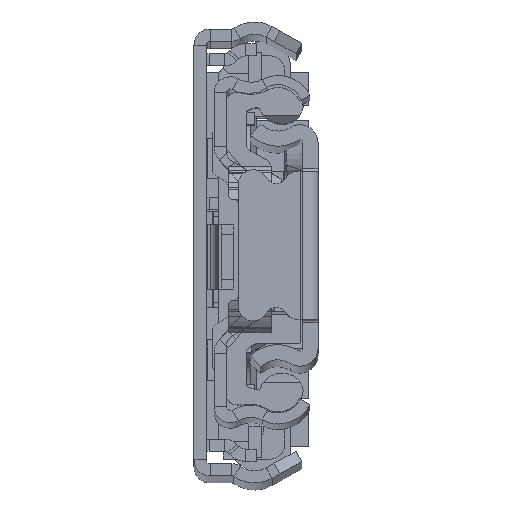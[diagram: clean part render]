
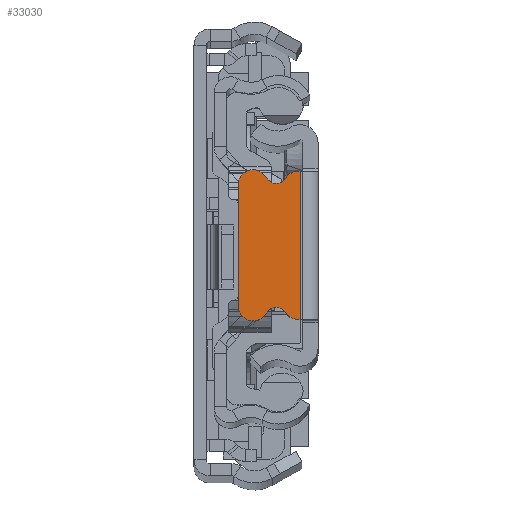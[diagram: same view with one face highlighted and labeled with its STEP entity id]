
A CAD part, top view. The second image highlights one B-rep face of the part: STEP entity #33030.
In plain terms, the highlighted planar face has unit normal (0, 0, 1).
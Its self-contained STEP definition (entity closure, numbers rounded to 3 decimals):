
#161 = DIRECTION ( 'NONE',  ( -1., 0., 0. ) ) ;
#707 = LINE ( 'NONE', #13052, #16317 ) ;
#976 = CARTESIAN_POINT ( 'NONE',  ( -7.929, -6., 0. ) ) ;
#1113 = CIRCLE ( 'NONE', #29125, 1.1 ) ;
#2028 = ORIENTED_EDGE ( 'NONE', *, *, #2807, .T. ) ;
#2610 = CARTESIAN_POINT ( 'NONE',  ( -1.75, 0., 0. ) ) ;
#2807 = EDGE_CURVE ( 'NONE', #25321, #19088, #26500, .T. ) ;
#3176 = EDGE_CURVE ( 'NONE', #18546, #21476, #23267, .T. ) ;
#3366 = EDGE_LOOP ( 'NONE', ( #21429, #25782, #32266, #27259, #3634, #4785, #16577, #2028, #30519, #5865 ) ) ;
#3531 = EDGE_CURVE ( 'NONE', #18546, #24412, #16863, .T. ) ;
#3634 = ORIENTED_EDGE ( 'NONE', *, *, #29974, .T. ) ;
#4413 = EDGE_CURVE ( 'NONE', #20116, #18782, #707, .T. ) ;
#4785 = ORIENTED_EDGE ( 'NONE', *, *, #4413, .T. ) ;
#5161 = EDGE_CURVE ( 'NONE', #21476, #27709, #7512, .T. ) ;
#5544 = CARTESIAN_POINT ( 'NONE',  ( 397.771, 0., 0. ) ) ;
#5728 = AXIS2_PLACEMENT_3D ( 'NONE', #6166, #32004, #31495 ) ;
#5865 = ORIENTED_EDGE ( 'NONE', *, *, #29473, .F. ) ;
#6166 = CARTESIAN_POINT ( 'NONE',  ( -6.429, -6., 0. ) ) ;
#6222 = FACE_OUTER_BOUND ( 'NONE', #3366, .T. ) ;
#6422 = CARTESIAN_POINT ( 'NONE',  ( -7.929, 6., 0. ) ) ;
#6664 = DIRECTION ( 'NONE',  ( 0., 0., -1. ) ) ;
#7105 = VECTOR ( 'NONE', #12792, 1000. ) ;
#7268 = DIRECTION ( 'NONE',  ( -1., 0., 0. ) ) ;
#7512 = LINE ( 'NONE', #2610, #14515 ) ;
#7821 = DIRECTION ( 'NONE',  ( 1., 0., 0. ) ) ;
#8598 = EDGE_CURVE ( 'NONE', #24412, #23676, #1113, .T. ) ;
#8601 = AXIS2_PLACEMENT_3D ( 'NONE', #5544, #23625, #27147 ) ;
#8716 = AXIS2_PLACEMENT_3D ( 'NONE', #13499, #13002, #161 ) ;
#8855 = CARTESIAN_POINT ( 'NONE',  ( -5.109, -6.713, 0. ) ) ;
#9539 = AXIS2_PLACEMENT_3D ( 'NONE', #25845, #23326, #7268 ) ;
#9918 = CARTESIAN_POINT ( 'NONE',  ( -1.929, -7.37, 0. ) ) ;
#10068 = CIRCLE ( 'NONE', #9539, 1.5 ) ;
#11042 = DIRECTION ( 'NONE',  ( 0., 0., 1. ) ) ;
#12792 = DIRECTION ( 'NONE',  ( 1., 0., 0. ) ) ;
#13002 = DIRECTION ( 'NONE',  ( 0., 0., -1. ) ) ;
#13052 = CARTESIAN_POINT ( 'NONE',  ( -7.929, -6., 0. ) ) ;
#13499 = CARTESIAN_POINT ( 'NONE',  ( -4.142, -7.236, 0. ) ) ;
#14244 = CARTESIAN_POINT ( 'NONE',  ( -1.929, 7.37, 0. ) ) ;
#14252 = DIRECTION ( 'NONE',  ( -1., 0., 0. ) ) ;
#14515 = VECTOR ( 'NONE', #14977, 1000. ) ;
#14788 = CARTESIAN_POINT ( 'NONE',  ( -1.929, -5.87, 0. ) ) ;
#14977 = DIRECTION ( 'NONE',  ( 0., -1., 0. ) ) ;
#15887 = VERTEX_POINT ( 'NONE', #9918 ) ;
#16317 = VECTOR ( 'NONE', #28886, 1000. ) ;
#16577 = ORIENTED_EDGE ( 'NONE', *, *, #17561, .T. ) ;
#16801 = DIRECTION ( 'NONE',  ( 1., 0., 0. ) ) ;
#16863 = CIRCLE ( 'NONE', #30845, 1.5 ) ;
#17561 = EDGE_CURVE ( 'NONE', #18782, #25321, #26780, .T. ) ;
#17845 = CARTESIAN_POINT ( 'NONE',  ( -1.929, 7.37, 0. ) ) ;
#18170 = EDGE_CURVE ( 'NONE', #19088, #15887, #24685, .T. ) ;
#18546 = VERTEX_POINT ( 'NONE', #14244 ) ;
#18630 = CARTESIAN_POINT ( 'NONE',  ( -1.929, 5.87, 0. ) ) ;
#18782 = VERTEX_POINT ( 'NONE', #976 ) ;
#19088 = VERTEX_POINT ( 'NONE', #31159 ) ;
#20116 = VERTEX_POINT ( 'NONE', #6422 ) ;
#20131 = CARTESIAN_POINT ( 'NONE',  ( -3.206, 6.658, 0. ) ) ;
#21429 = ORIENTED_EDGE ( 'NONE', *, *, #5161, .F. ) ;
#21476 = VERTEX_POINT ( 'NONE', #22295 ) ;
#21844 = LINE ( 'NONE', #32141, #26323 ) ;
#22295 = CARTESIAN_POINT ( 'NONE',  ( -1.75, 7.37, 0. ) ) ;
#23267 = LINE ( 'NONE', #17845, #7105 ) ;
#23326 = DIRECTION ( 'NONE',  ( 0., 0., 1. ) ) ;
#23456 = PLANE ( 'NONE',  #8601 ) ;
#23625 = DIRECTION ( 'NONE',  ( 0., 0., 1. ) ) ;
#23676 = VERTEX_POINT ( 'NONE', #26281 ) ;
#24412 = VERTEX_POINT ( 'NONE', #20131 ) ;
#24420 = CARTESIAN_POINT ( 'NONE',  ( -4.142, 7.236, 0. ) ) ;
#24685 = CIRCLE ( 'NONE', #31147, 1.5 ) ;
#25321 = VERTEX_POINT ( 'NONE', #8855 ) ;
#25782 = ORIENTED_EDGE ( 'NONE', *, *, #3176, .F. ) ;
#25845 = CARTESIAN_POINT ( 'NONE',  ( -6.429, 6., 0. ) ) ;
#26281 = CARTESIAN_POINT ( 'NONE',  ( -5.109, 6.713, 0. ) ) ;
#26323 = VECTOR ( 'NONE', #14252, 1000. ) ;
#26500 = CIRCLE ( 'NONE', #8716, 1.1 ) ;
#26780 = CIRCLE ( 'NONE', #5728, 1.5 ) ;
#27147 = DIRECTION ( 'NONE',  ( 1., 0., 0. ) ) ;
#27259 = ORIENTED_EDGE ( 'NONE', *, *, #8598, .T. ) ;
#27709 = VERTEX_POINT ( 'NONE', #30994 ) ;
#28886 = DIRECTION ( 'NONE',  ( 0., -1., 0. ) ) ;
#29125 = AXIS2_PLACEMENT_3D ( 'NONE', #24420, #6664, #16801 ) ;
#29473 = EDGE_CURVE ( 'NONE', #27709, #15887, #21844, .T. ) ;
#29974 = EDGE_CURVE ( 'NONE', #23676, #20116, #10068, .T. ) ;
#30519 = ORIENTED_EDGE ( 'NONE', *, *, #18170, .T. ) ;
#30845 = AXIS2_PLACEMENT_3D ( 'NONE', #18630, #11042, #31627 ) ;
#30994 = CARTESIAN_POINT ( 'NONE',  ( -1.75, -7.37, 0. ) ) ;
#31147 = AXIS2_PLACEMENT_3D ( 'NONE', #14788, #32980, #7821 ) ;
#31159 = CARTESIAN_POINT ( 'NONE',  ( -3.206, -6.658, 0. ) ) ;
#31495 = DIRECTION ( 'NONE',  ( 1., 0., 0. ) ) ;
#31627 = DIRECTION ( 'NONE',  ( -1., 0., 0. ) ) ;
#32004 = DIRECTION ( 'NONE',  ( 0., 0., 1. ) ) ;
#32141 = CARTESIAN_POINT ( 'NONE',  ( -1.929, -7.37, 0. ) ) ;
#32266 = ORIENTED_EDGE ( 'NONE', *, *, #3531, .T. ) ;
#32980 = DIRECTION ( 'NONE',  ( 0., 0., 1. ) ) ;
#33030 = ADVANCED_FACE ( 'NONE', ( #6222 ), #23456, .T. ) ;
